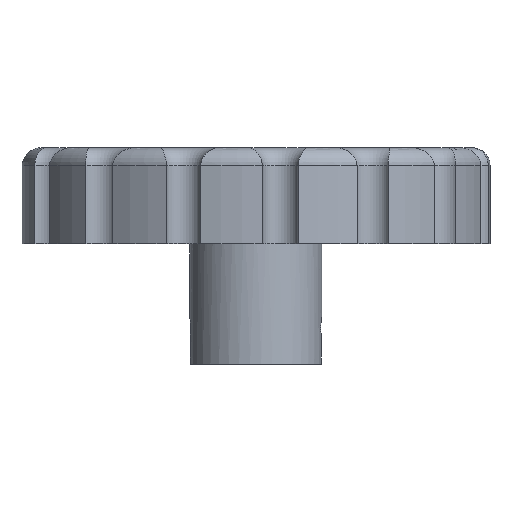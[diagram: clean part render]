
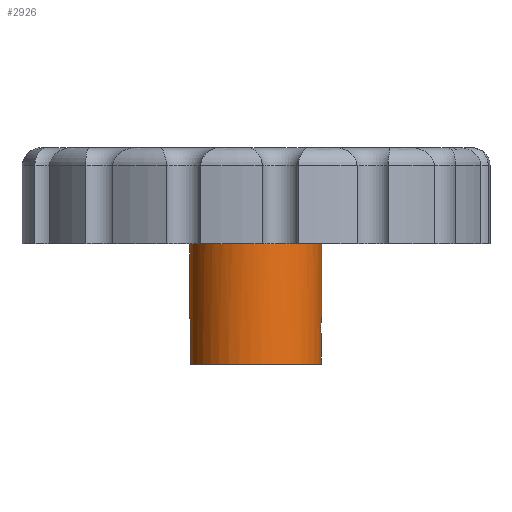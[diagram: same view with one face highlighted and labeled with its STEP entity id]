
A CAD part, left-side view. The second image highlights one B-rep face of the part: STEP entity #2926.
In plain terms, the highlighted cylindrical face has radius 5.5 mm (diameter 11 mm), a full revolution.
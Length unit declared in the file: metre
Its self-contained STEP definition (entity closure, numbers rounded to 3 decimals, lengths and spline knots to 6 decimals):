
#43=B_SPLINE_CURVE_WITH_KNOTS('',3,(#4400,#4401,#4402,#4403,#4404,#4405,
#4406),.UNSPECIFIED.,.F.,.F.,(4,1,1,1,4),(0.,0.001104,0.002208,
0.003312,0.004416),.UNSPECIFIED.);
#44=B_SPLINE_CURVE_WITH_KNOTS('',3,(#4412,#4413,#4414,#4415,#4416,#4417,
#4418),.UNSPECIFIED.,.F.,.F.,(4,1,1,1,4),(0.,0.001104,
0.002208,0.003312,0.004416),
 .UNSPECIFIED.);
#77=CYLINDRICAL_SURFACE('',#3121,0.0055);
#141=CIRCLE('',#3119,0.0055);
#143=CIRCLE('',#3122,0.0055);
#144=CIRCLE('',#3123,0.0055);
#302=ORIENTED_EDGE('',*,*,#1196,.T.);
#303=ORIENTED_EDGE('',*,*,#1197,.F.);
#304=ORIENTED_EDGE('',*,*,#1198,.T.);
#305=ORIENTED_EDGE('',*,*,#1193,.T.);
#306=ORIENTED_EDGE('',*,*,#1199,.T.);
#307=ORIENTED_EDGE('',*,*,#1200,.F.);
#308=ORIENTED_EDGE('',*,*,#1201,.F.);
#309=ORIENTED_EDGE('',*,*,#1202,.T.);
#310=ORIENTED_EDGE('',*,*,#1203,.F.);
#1193=EDGE_CURVE('',#1641,#1639,#141,.T.);
#1196=EDGE_CURVE('',#1643,#1643,#143,.F.);
#1197=EDGE_CURVE('',#1644,#1645,#43,.T.);
#1198=EDGE_CURVE('',#1644,#1641,#1930,.F.);
#1199=EDGE_CURVE('',#1639,#1646,#1931,.T.);
#1200=EDGE_CURVE('',#1647,#1646,#44,.T.);
#1201=EDGE_CURVE('',#1648,#1647,#1932,.T.);
#1202=EDGE_CURVE('',#1648,#1649,#144,.T.);
#1203=EDGE_CURVE('',#1645,#1649,#1933,.F.);
#1639=VERTEX_POINT('',#4390);
#1641=VERTEX_POINT('',#4393);
#1643=VERTEX_POINT('',#4399);
#1644=VERTEX_POINT('',#4407);
#1645=VERTEX_POINT('',#4408);
#1646=VERTEX_POINT('',#4411);
#1647=VERTEX_POINT('',#4419);
#1648=VERTEX_POINT('',#4421);
#1649=VERTEX_POINT('',#4423);
#1930=LINE('',#4409,#2186);
#1931=LINE('',#4410,#2187);
#1932=LINE('',#4420,#2188);
#1933=LINE('',#4424,#2189);
#2186=VECTOR('',#3469,1.);
#2187=VECTOR('',#3470,1.);
#2188=VECTOR('',#3471,1.);
#2189=VECTOR('',#3474,1.);
#2441=EDGE_LOOP('',(#302));
#2442=EDGE_LOOP('',(#303,#304,#305,#306,#307,#308,#309,#310));
#2641=FACE_BOUND('',#2441,.T.);
#2642=FACE_BOUND('',#2442,.T.);
#2926=ADVANCED_FACE('',(#2641,#2642),#77,.T.);
#3119=AXIS2_PLACEMENT_3D('',#4392,#3460,#3461);
#3121=AXIS2_PLACEMENT_3D('',#4397,#3465,#3466);
#3122=AXIS2_PLACEMENT_3D('',#4398,#3467,#3468);
#3123=AXIS2_PLACEMENT_3D('',#4422,#3472,#3473);
#3460=DIRECTION('',(0.,0.,1.));
#3461=DIRECTION('',(1.,0.,0.));
#3465=DIRECTION('',(0.,0.,1.));
#3466=DIRECTION('',(1.,0.,0.));
#3467=DIRECTION('',(0.,0.,1.));
#3468=DIRECTION('',(1.,0.,0.));
#3469=DIRECTION('',(0.,0.,1.));
#3470=DIRECTION('',(0.,0.,1.));
#3471=DIRECTION('',(0.,0.,1.));
#3472=DIRECTION('',(0.,0.,1.));
#3473=DIRECTION('',(1.,0.,0.));
#3474=DIRECTION('',(0.,0.,1.));
#4390=CARTESIAN_POINT('',(0.0008,0.005442,-0.01));
#4392=CARTESIAN_POINT('',(0.,0.,-0.01));
#4393=CARTESIAN_POINT('',(0.0008,-0.005442,-0.01));
#4397=CARTESIAN_POINT('',(0.,0.,-0.01));
#4398=CARTESIAN_POINT('',(0.,0.,0.0035));
#4399=CARTESIAN_POINT('',(0.0055,0.,0.0035));
#4400=CARTESIAN_POINT('',(0.0008,-0.005442,-0.0076));
#4401=CARTESIAN_POINT('',(0.001023,-0.005409,-0.007303));
#4402=CARTESIAN_POINT('',(0.001094,-0.005399,-0.006453));
#4403=CARTESIAN_POINT('',(0.000001,-0.00555,-0.005774));
#4404=CARTESIAN_POINT('',(-0.001094,-0.005399,-0.006452));
#4405=CARTESIAN_POINT('',(-0.001023,-0.005409,-0.007303));
#4406=CARTESIAN_POINT('',(-0.0008,-0.005442,-0.0076));
#4407=CARTESIAN_POINT('',(0.0008,-0.005442,-0.0076));
#4408=CARTESIAN_POINT('',(-0.0008,-0.005442,-0.0076));
#4409=CARTESIAN_POINT('',(0.0008,-0.005442,-0.01));
#4410=CARTESIAN_POINT('',(0.0008,0.005442,-0.01));
#4411=CARTESIAN_POINT('',(0.0008,0.005442,-0.0076));
#4412=CARTESIAN_POINT('',(-0.0008,0.005442,-0.0076));
#4413=CARTESIAN_POINT('',(-0.001023,0.005409,-0.007303));
#4414=CARTESIAN_POINT('',(-0.001094,0.005399,-0.006453));
#4415=CARTESIAN_POINT('',(-0.000001,0.00555,-0.005774));
#4416=CARTESIAN_POINT('',(0.001094,0.005399,-0.006452));
#4417=CARTESIAN_POINT('',(0.001023,0.005409,-0.007303));
#4418=CARTESIAN_POINT('',(0.0008,0.005442,-0.0076));
#4419=CARTESIAN_POINT('',(-0.0008,0.005442,-0.0076));
#4420=CARTESIAN_POINT('',(-0.0008,0.005442,-0.01));
#4421=CARTESIAN_POINT('',(-0.0008,0.005442,-0.01));
#4422=CARTESIAN_POINT('',(0.,0.,-0.01));
#4423=CARTESIAN_POINT('',(-0.0008,-0.005442,-0.01));
#4424=CARTESIAN_POINT('',(-0.0008,-0.005442,-0.01));
